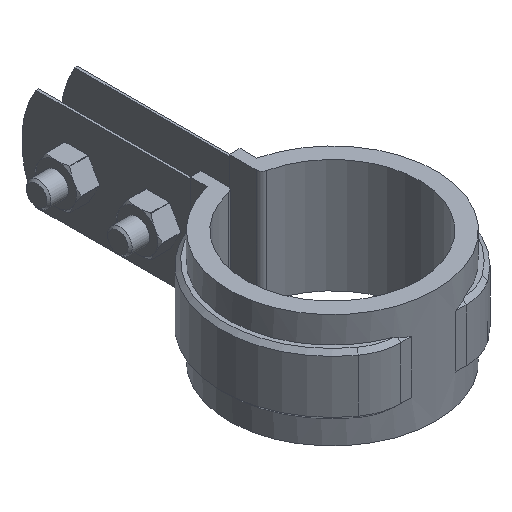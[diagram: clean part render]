
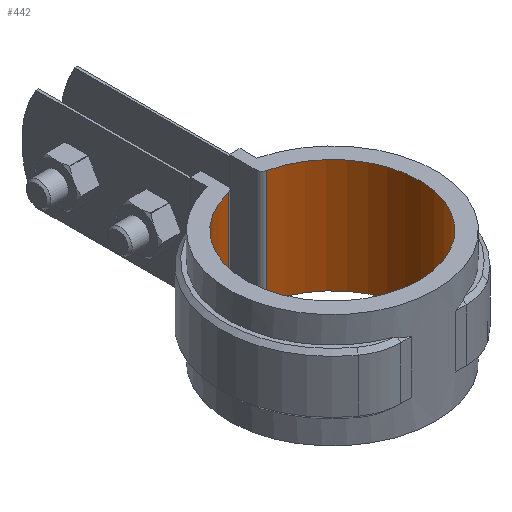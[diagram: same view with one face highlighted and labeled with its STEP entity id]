
A CAD part, isometric view. The second image highlights one B-rep face of the part: STEP entity #442.
In plain terms, the highlighted cylindrical face has radius 21.35 mm (diameter 42.7 mm), a partial arc.
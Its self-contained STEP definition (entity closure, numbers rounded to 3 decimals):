
#442 = ADVANCED_FACE( '', ( #808 ), #809, .F. );
#808 = FACE_OUTER_BOUND( '', #1654, .T. );
#809 = CYLINDRICAL_SURFACE( '', #1655, 21.35 );
#1654 = EDGE_LOOP( '', ( #4259, #4260, #4261, #4262 ) );
#1655 = AXIS2_PLACEMENT_3D( '', #4263, #4264, #4265 );
#4259 = ORIENTED_EDGE( '', *, *, #5272, .F. );
#4260 = ORIENTED_EDGE( '', *, *, #5269, .T. );
#4261 = ORIENTED_EDGE( '', *, *, #5273, .T. );
#4262 = ORIENTED_EDGE( '', *, *, #5266, .T. );
#4263 = CARTESIAN_POINT( '', ( 0., 0., -87.728 ) );
#4264 = DIRECTION( '', ( 0., 0., -1. ) );
#4265 = DIRECTION( '', ( -1., 0., 0. ) );
#5266 = EDGE_CURVE( '', #6099, #6097, #6100, .F. );
#5269 = EDGE_CURVE( '', #6105, #6102, #6106, .T. );
#5272 = EDGE_CURVE( '', #6105, #6097, #6110, .F. );
#5273 = EDGE_CURVE( '', #6102, #6099, #6111, .F. );
#6097 = VERTEX_POINT( '', #9650 );
#6099 = VERTEX_POINT( '', #9652 );
#6100 = LINE( '', #9653, #9654 );
#6102 = VERTEX_POINT( '', #9656 );
#6105 = VERTEX_POINT( '', #9659 );
#6106 = LINE( '', #9660, #9661 );
#6110 = CIRCLE( '', #9666, 21.35 );
#6111 = CIRCLE( '', #9667, 21.35 );
#9650 = CARTESIAN_POINT( '', ( 4.672, 20.833, -26.5 ) );
#9652 = CARTESIAN_POINT( '', ( 4.672, 20.833, 1.5 ) );
#9653 = CARTESIAN_POINT( '', ( 4.672, 20.833, -87.728 ) );
#9654 = VECTOR( '', #10536, 1000. );
#9656 = CARTESIAN_POINT( '', ( -4.672, 20.833, 1.5 ) );
#9659 = CARTESIAN_POINT( '', ( -4.672, 20.833, -26.5 ) );
#9660 = CARTESIAN_POINT( '', ( -4.672, 20.833, -87.728 ) );
#9661 = VECTOR( '', #10543, 1000. );
#9666 = AXIS2_PLACEMENT_3D( '', #10548, #10549, #10550 );
#9667 = AXIS2_PLACEMENT_3D( '', #10551, #10552, #10553 );
#10536 = DIRECTION( '', ( 0., 0., 1. ) );
#10543 = DIRECTION( '', ( 0., 0., 1. ) );
#10548 = CARTESIAN_POINT( '', ( 0., 0., -26.5 ) );
#10549 = DIRECTION( '', ( 0., 0., -1. ) );
#10550 = DIRECTION( '', ( -1., 0., 0. ) );
#10551 = CARTESIAN_POINT( '', ( 0., 0., 1.5 ) );
#10552 = DIRECTION( '', ( 0., 0., -1. ) );
#10553 = DIRECTION( '', ( -1., 0., 0. ) );
